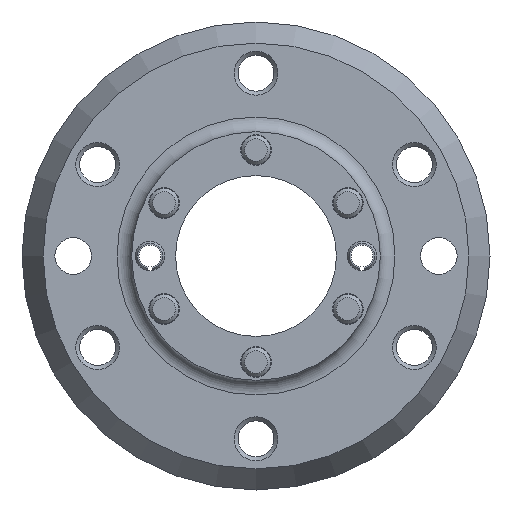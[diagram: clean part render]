
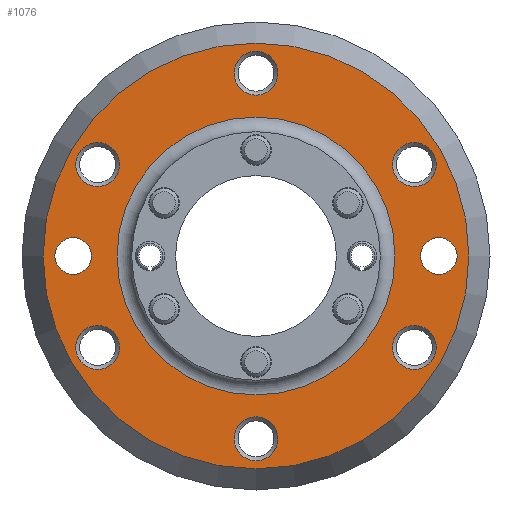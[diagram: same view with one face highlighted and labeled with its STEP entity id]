
A CAD part, front view. The second image highlights one B-rep face of the part: STEP entity #1076.
In plain terms, the highlighted planar face has unit normal (0, -1, 0).
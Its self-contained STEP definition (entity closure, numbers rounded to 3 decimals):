
#160=PLANE('',#1220);
#215=ORIENTED_EDGE('',*,*,#449,.T.);
#216=ORIENTED_EDGE('',*,*,#427,.F.);
#217=ORIENTED_EDGE('',*,*,#448,.F.);
#218=ORIENTED_EDGE('',*,*,#450,.F.);
#219=ORIENTED_EDGE('',*,*,#451,.F.);
#220=ORIENTED_EDGE('',*,*,#452,.F.);
#221=ORIENTED_EDGE('',*,*,#453,.F.);
#222=ORIENTED_EDGE('',*,*,#454,.F.);
#223=ORIENTED_EDGE('',*,*,#455,.F.);
#224=ORIENTED_EDGE('',*,*,#425,.F.);
#425=EDGE_CURVE('',#545,#545,#642,.T.);
#427=EDGE_CURVE('',#547,#547,#644,.T.);
#448=EDGE_CURVE('',#568,#568,#665,.T.);
#449=EDGE_CURVE('',#569,#569,#666,.T.);
#450=EDGE_CURVE('',#570,#570,#667,.T.);
#451=EDGE_CURVE('',#571,#571,#668,.T.);
#452=EDGE_CURVE('',#572,#572,#669,.T.);
#453=EDGE_CURVE('',#573,#573,#670,.T.);
#454=EDGE_CURVE('',#574,#574,#671,.T.);
#455=EDGE_CURVE('',#575,#575,#672,.T.);
#545=VERTEX_POINT('',#1741);
#547=VERTEX_POINT('',#1746);
#568=VERTEX_POINT('',#1793);
#569=VERTEX_POINT('',#1796);
#570=VERTEX_POINT('',#1798);
#571=VERTEX_POINT('',#1800);
#572=VERTEX_POINT('',#1802);
#573=VERTEX_POINT('',#1804);
#574=VERTEX_POINT('',#1806);
#575=VERTEX_POINT('',#1808);
#642=CIRCLE('',#1190,2.5);
#644=CIRCLE('',#1193,2.5);
#665=CIRCLE('',#1219,19.);
#666=CIRCLE('',#1221,29.113);
#667=CIRCLE('',#1222,3.);
#668=CIRCLE('',#1223,3.);
#669=CIRCLE('',#1224,3.);
#670=CIRCLE('',#1225,3.);
#671=CIRCLE('',#1226,3.);
#672=CIRCLE('',#1227,3.);
#756=EDGE_LOOP('',(#215));
#757=EDGE_LOOP('',(#216));
#758=EDGE_LOOP('',(#217));
#759=EDGE_LOOP('',(#218));
#760=EDGE_LOOP('',(#219));
#761=EDGE_LOOP('',(#220));
#762=EDGE_LOOP('',(#221));
#763=EDGE_LOOP('',(#222));
#764=EDGE_LOOP('',(#223));
#765=EDGE_LOOP('',(#224));
#916=FACE_BOUND('',#756,.T.);
#917=FACE_BOUND('',#757,.T.);
#918=FACE_BOUND('',#758,.T.);
#919=FACE_BOUND('',#759,.T.);
#920=FACE_BOUND('',#760,.T.);
#921=FACE_BOUND('',#761,.T.);
#922=FACE_BOUND('',#762,.T.);
#923=FACE_BOUND('',#763,.T.);
#924=FACE_BOUND('',#764,.T.);
#925=FACE_BOUND('',#765,.T.);
#1076=ADVANCED_FACE('',(#916,#917,#918,#919,#920,#921,#922,#923,#924,#925),
#160,.T.);
#1190=AXIS2_PLACEMENT_3D('',#1740,#1370,#1371);
#1193=AXIS2_PLACEMENT_3D('',#1745,#1376,#1377);
#1219=AXIS2_PLACEMENT_3D('',#1792,#1428,#1429);
#1220=AXIS2_PLACEMENT_3D('',#1794,#1430,#1431);
#1221=AXIS2_PLACEMENT_3D('',#1795,#1432,#1433);
#1222=AXIS2_PLACEMENT_3D('',#1797,#1434,#1435);
#1223=AXIS2_PLACEMENT_3D('',#1799,#1436,#1437);
#1224=AXIS2_PLACEMENT_3D('',#1801,#1438,#1439);
#1225=AXIS2_PLACEMENT_3D('',#1803,#1440,#1441);
#1226=AXIS2_PLACEMENT_3D('',#1805,#1442,#1443);
#1227=AXIS2_PLACEMENT_3D('',#1807,#1444,#1445);
#1370=DIRECTION('',(0.,-1.,0.));
#1371=DIRECTION('',(0.,0.,-1.));
#1376=DIRECTION('',(0.,-1.,0.));
#1377=DIRECTION('',(0.,0.,-1.));
#1428=DIRECTION('',(0.,-1.,0.));
#1429=DIRECTION('',(0.,0.,-1.));
#1430=DIRECTION('',(0.,-1.,0.));
#1431=DIRECTION('',(0.,0.,-1.));
#1432=DIRECTION('',(0.,-1.,0.));
#1433=DIRECTION('',(0.,0.,-1.));
#1434=DIRECTION('',(0.,-1.,0.));
#1435=DIRECTION('',(0.,0.,-1.));
#1436=DIRECTION('',(0.,-1.,0.));
#1437=DIRECTION('',(0.,0.,-1.));
#1438=DIRECTION('',(0.,-1.,0.));
#1439=DIRECTION('',(0.,0.,-1.));
#1440=DIRECTION('',(0.,-1.,0.));
#1441=DIRECTION('',(0.,0.,-1.));
#1442=DIRECTION('',(0.,-1.,0.));
#1443=DIRECTION('',(0.,0.,-1.));
#1444=DIRECTION('',(0.,-1.,0.));
#1445=DIRECTION('',(0.,0.,-1.));
#1740=CARTESIAN_POINT('',(-25.,5.,0.));
#1741=CARTESIAN_POINT('',(-25.,5.,-2.5));
#1745=CARTESIAN_POINT('',(25.,5.,0.));
#1746=CARTESIAN_POINT('',(25.,5.,-2.5));
#1792=CARTESIAN_POINT('',(0.,5.,0.));
#1793=CARTESIAN_POINT('',(0.,5.,-19.));
#1794=CARTESIAN_POINT('',(19.,5.,0.));
#1795=CARTESIAN_POINT('',(0.,5.,0.));
#1796=CARTESIAN_POINT('',(0.,5.,-29.113));
#1797=CARTESIAN_POINT('',(0.,5.,25.));
#1798=CARTESIAN_POINT('',(0.,5.,22.));
#1799=CARTESIAN_POINT('',(0.,5.,-25.));
#1800=CARTESIAN_POINT('',(0.,5.,-28.));
#1801=CARTESIAN_POINT('',(-21.651,5.,-12.5));
#1802=CARTESIAN_POINT('',(-21.651,5.,-15.5));
#1803=CARTESIAN_POINT('',(21.651,5.,12.5));
#1804=CARTESIAN_POINT('',(21.651,5.,9.5));
#1805=CARTESIAN_POINT('',(-21.651,5.,12.5));
#1806=CARTESIAN_POINT('',(-21.651,5.,9.5));
#1807=CARTESIAN_POINT('',(21.651,5.,-12.5));
#1808=CARTESIAN_POINT('',(21.651,5.,-15.5));
